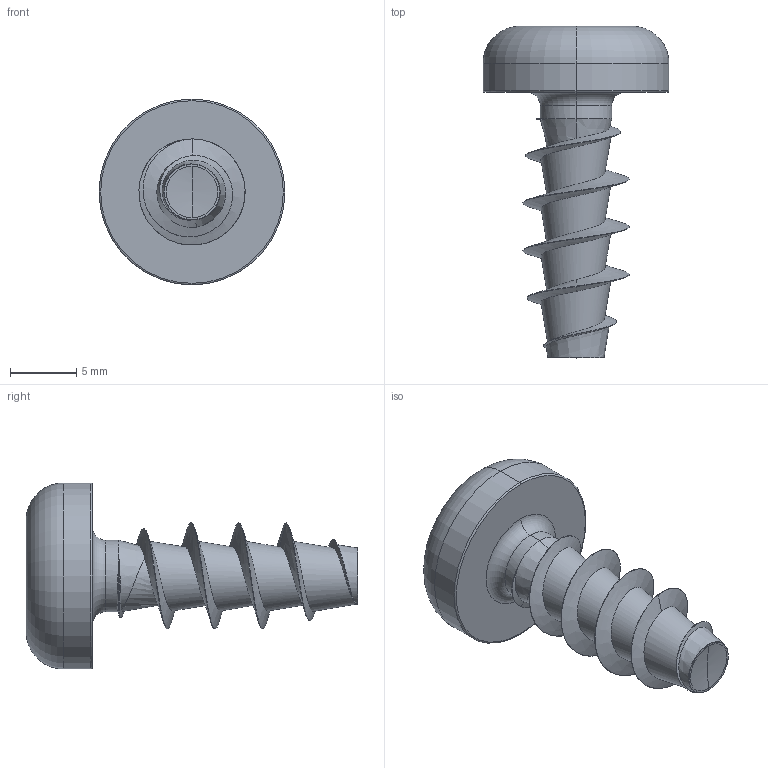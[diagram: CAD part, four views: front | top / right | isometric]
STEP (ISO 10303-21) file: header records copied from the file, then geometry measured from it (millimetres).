
FILE_DESCRIPTION (( 'STEP AP203' ), '1' );
FILE_NAME ('STP39A0800200.STEP', '2017-11-16T16:24:15', ( '' ), ( '' ), 'SwSTEP 2.0', 'SolidWorks 2015', '' );
FILE_SCHEMA (( 'CONFIG_CONTROL_DESIGN' ));
Length unit declared in the file: millimetre
Products named in the file (1): STP39A0800200
Bounding box: 14 x 24.99 x 14 mm (x, y, z)
Volume: 1031.4 mm3; surface area: 1035 mm2
Topology: 1 solids, 1 shells, 78 faces, 185 edges, 109 vertices
Faces by surface type: bspline 32, cylinder 24, cone 10, torus 6, sphere 4, plane 2
Entity records: 11962 total; most frequent: CARTESIAN_POINT 10358, ORIENTED_EDGE 366, DIRECTION 248, EDGE_CURVE 183, VERTEX_POINT 109, AXIS2_PLACEMENT_3D 105, B_SPLINE_CURVE_WITH_KNOTS 87, EDGE_LOOP 80
